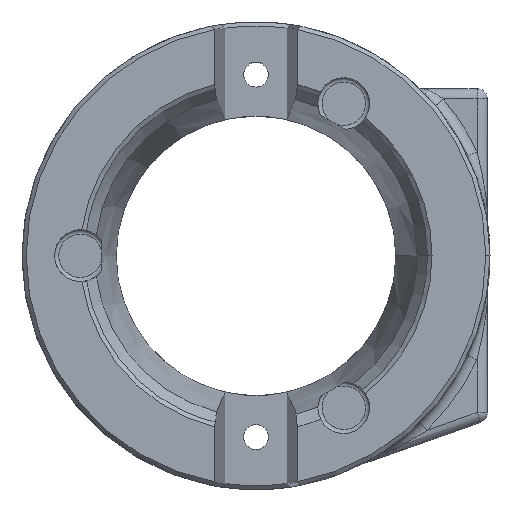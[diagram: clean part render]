
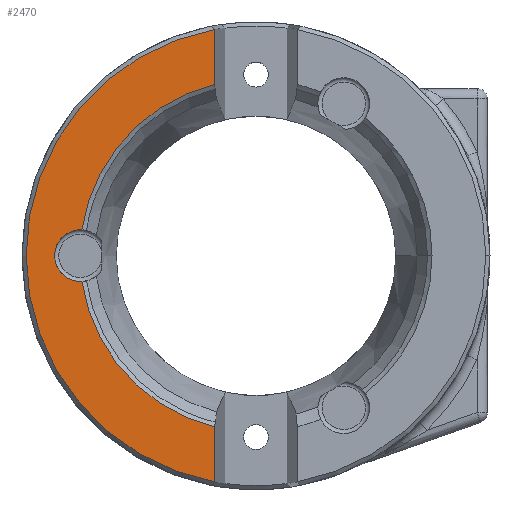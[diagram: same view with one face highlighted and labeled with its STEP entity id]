
A CAD part, top view. The second image highlights one B-rep face of the part: STEP entity #2470.
In plain terms, the highlighted planar face has unit normal (0, 0, 1).
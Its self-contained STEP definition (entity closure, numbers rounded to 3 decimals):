
#1624 = VERTEX_POINT('',#1625);
#1625 = CARTESIAN_POINT('',(-3.982,16.527,16.));
#1634 = EDGE_CURVE('',#1635,#1624,#1637,.T.);
#1635 = VERTEX_POINT('',#1636);
#1636 = CARTESIAN_POINT('',(-3.982,21.84,16.));
#1637 = LINE('',#1638,#1639);
#1638 = CARTESIAN_POINT('',(-3.982,-33.301,16.));
#1639 = VECTOR('',#1640,1.);
#1640 = DIRECTION('',(0.,-1.,0.));
#1726 = VERTEX_POINT('',#1727);
#1727 = CARTESIAN_POINT('',(-16.816,-2.496,16.));
#1744 = EDGE_CURVE('',#1745,#1726,#1747,.T.);
#1745 = VERTEX_POINT('',#1746);
#1746 = CARTESIAN_POINT('',(-16.816,2.496,16.));
#1747 = CIRCLE('',#1748,2.5);
#1748 = AXIS2_PLACEMENT_3D('',#1749,#1750,#1751);
#1749 = CARTESIAN_POINT('',(-16.95,0.,16.));
#1750 = DIRECTION('',(0.,0.,1.));
#1751 = DIRECTION('',(1.,0.,0.));
#1908 = VERTEX_POINT('',#1909);
#1909 = CARTESIAN_POINT('',(-3.982,-21.84,16.));
#1917 = EDGE_CURVE('',#1918,#1908,#1920,.T.);
#1918 = VERTEX_POINT('',#1919);
#1919 = CARTESIAN_POINT('',(-3.982,-16.527,16.));
#1920 = LINE('',#1921,#1922);
#1921 = CARTESIAN_POINT('',(-3.982,-33.301,16.));
#1922 = VECTOR('',#1923,1.);
#1923 = DIRECTION('',(0.,-1.,0.));
#2457 = EDGE_CURVE('',#1624,#1745,#2458,.T.);
#2458 = CIRCLE('',#2459,17.);
#2459 = AXIS2_PLACEMENT_3D('',#2460,#2461,#2462);
#2460 = CARTESIAN_POINT('',(0.,0.,16.));
#2461 = DIRECTION('',(0.,0.,1.));
#2462 = DIRECTION('',(-0.249,0.969,0.));
#2470 = ADVANCED_FACE('',(#2471),#2491,.T.);
#2471 = FACE_BOUND('',#2472,.T.);
#2472 = EDGE_LOOP('',(#2473,#2474,#2481,#2482,#2489,#2490));
#2473 = ORIENTED_EDGE('',*,*,#1634,.F.);
#2474 = ORIENTED_EDGE('',*,*,#2475,.T.);
#2475 = EDGE_CURVE('',#1635,#1908,#2476,.T.);
#2476 = CIRCLE('',#2477,22.2);
#2477 = AXIS2_PLACEMENT_3D('',#2478,#2479,#2480);
#2478 = CARTESIAN_POINT('',(0.,0.,16.));
#2479 = DIRECTION('',(0.,0.,1.));
#2480 = DIRECTION('',(-0.176,0.984,0.));
#2481 = ORIENTED_EDGE('',*,*,#1917,.F.);
#2482 = ORIENTED_EDGE('',*,*,#2483,.F.);
#2483 = EDGE_CURVE('',#1726,#1918,#2484,.T.);
#2484 = CIRCLE('',#2485,17.);
#2485 = AXIS2_PLACEMENT_3D('',#2486,#2487,#2488);
#2486 = CARTESIAN_POINT('',(0.,0.,16.));
#2487 = DIRECTION('',(0.,0.,1.));
#2488 = DIRECTION('',(-0.99,-0.14,0.));
#2489 = ORIENTED_EDGE('',*,*,#1744,.F.);
#2490 = ORIENTED_EDGE('',*,*,#2457,.F.);
#2491 = PLANE('',#2492);
#2492 = AXIS2_PLACEMENT_3D('',#2493,#2494,#2495);
#2493 = CARTESIAN_POINT('',(0.,0.,16.)
  );
#2494 = DIRECTION('',(0.,0.,1.));
#2495 = DIRECTION('',(1.,0.,0.));
